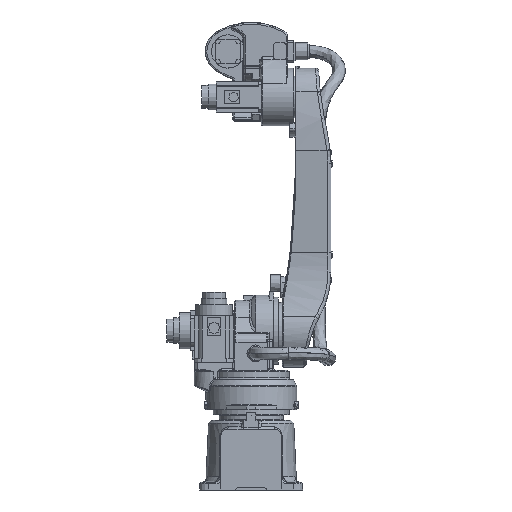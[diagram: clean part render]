
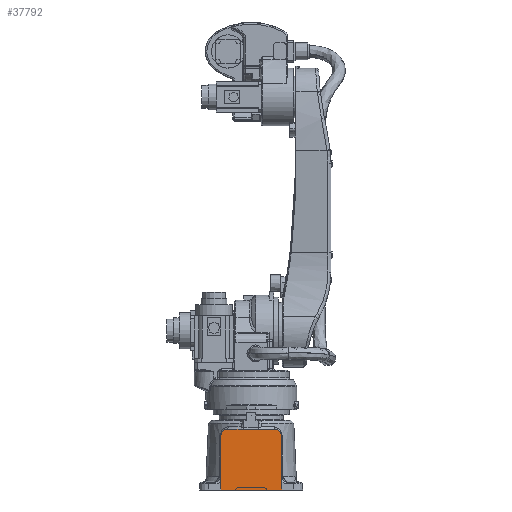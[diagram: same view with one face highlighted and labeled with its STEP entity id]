
A CAD part, front view. The second image highlights one B-rep face of the part: STEP entity #37792.
In plain terms, the highlighted face is planar.
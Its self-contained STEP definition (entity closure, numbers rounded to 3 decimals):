
#3329=FACE_OUTER_BOUND('',#5688,.T.);
#5688=EDGE_LOOP('',(#26124,#26125,#26126,#26127,#26128,#26129));
#9485=LINE('',#53891,#12007);
#9559=LINE('',#55445,#12081);
#9560=LINE('',#55450,#12082);
#9561=LINE('',#55453,#12083);
#12007=VECTOR('',#43836,200.);
#12081=VECTOR('',#44254,180.);
#12082=VECTOR('',#44259,180.);
#12083=VECTOR('',#44262,160.);
#14644=CIRCLE('',#40405,20.);
#14645=CIRCLE('',#40406,20.);
#16232=VERTEX_POINT('',#53848);
#16252=VERTEX_POINT('',#53889);
#16353=VERTEX_POINT('',#55443);
#16354=VERTEX_POINT('',#55447);
#16355=VERTEX_POINT('',#55448);
#16356=VERTEX_POINT('',#55451);
#19901=EDGE_CURVE('',#16232,#16252,#9485,.T.);
#20106=EDGE_CURVE('',#16252,#16353,#9559,.T.);
#20107=EDGE_CURVE('',#16354,#16355,#14644,.T.);
#20108=EDGE_CURVE('',#16355,#16232,#9560,.T.);
#20109=EDGE_CURVE('',#16353,#16356,#14645,.T.);
#20110=EDGE_CURVE('',#16356,#16354,#9561,.T.);
#26124=ORIENTED_EDGE('',*,*,#20107,.T.);
#26125=ORIENTED_EDGE('',*,*,#20108,.T.);
#26126=ORIENTED_EDGE('',*,*,#19901,.T.);
#26127=ORIENTED_EDGE('',*,*,#20106,.T.);
#26128=ORIENTED_EDGE('',*,*,#20109,.T.);
#26129=ORIENTED_EDGE('',*,*,#20110,.T.);
#36954=PLANE('',#40404);
#37792=ADVANCED_FACE('',(#3329),#36954,.T.);
#40404=AXIS2_PLACEMENT_3D('',#55446,#44255,#44256);
#40405=AXIS2_PLACEMENT_3D('',#55449,#44257,#44258);
#40406=AXIS2_PLACEMENT_3D('',#55452,#44260,#44261);
#43836=DIRECTION('',(0.,0.,-1.));
#44254=DIRECTION('',(0.,1.,0.));
#44255=DIRECTION('center_axis',(1.,0.,0.));
#44256=DIRECTION('ref_axis',(0.,0.,-1.));
#44257=DIRECTION('center_axis',(1.,0.,0.));
#44258=DIRECTION('ref_axis',(0.,1.,0.));
#44259=DIRECTION('',(0.,-1.,0.));
#44260=DIRECTION('center_axis',(1.,0.,0.));
#44261=DIRECTION('ref_axis',(0.,0.,-1.));
#44262=DIRECTION('',(0.,0.,1.));
#53848=CARTESIAN_POINT('',(202.,0.,100.));
#53889=CARTESIAN_POINT('',(202.,0.,-100.));
#53891=CARTESIAN_POINT('',(202.,0.,100.));
#55443=CARTESIAN_POINT('',(202.,180.,-100.));
#55445=CARTESIAN_POINT('',(202.,0.,-100.));
#55446=CARTESIAN_POINT('Origin',(202.,0.,0.));
#55447=CARTESIAN_POINT('',(202.,200.,80.));
#55448=CARTESIAN_POINT('',(202.,180.,100.));
#55449=CARTESIAN_POINT('Origin',(202.,180.,80.));
#55450=CARTESIAN_POINT('',(202.,180.,100.));
#55451=CARTESIAN_POINT('',(202.,200.,-80.));
#55452=CARTESIAN_POINT('Origin',(202.,180.,-80.));
#55453=CARTESIAN_POINT('',(202.,200.,-80.));
